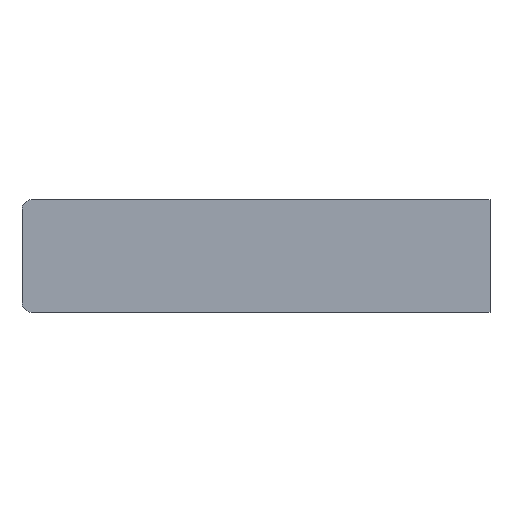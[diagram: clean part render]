
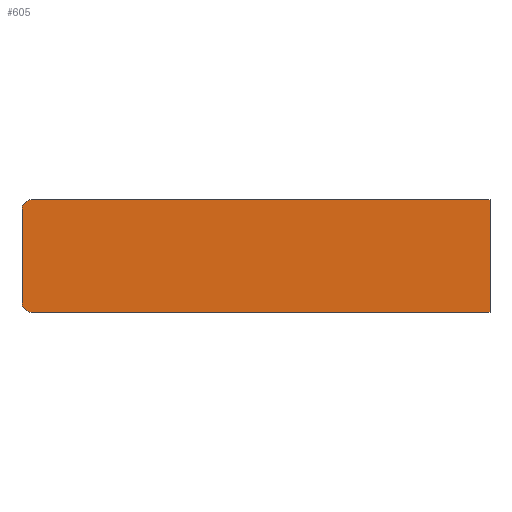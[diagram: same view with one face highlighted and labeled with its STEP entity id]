
A CAD part, left-side view. The second image highlights one B-rep face of the part: STEP entity #605.
In plain terms, the highlighted planar face has unit normal (-1, 0, 0).
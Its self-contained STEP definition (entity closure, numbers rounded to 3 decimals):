
#341 = VERTEX_POINT('',#342);
#342 = CARTESIAN_POINT('',(-22.,-40.,16.5));
#348 = EDGE_CURVE('',#341,#349,#351,.T.);
#349 = VERTEX_POINT('',#350);
#350 = CARTESIAN_POINT('',(-22.,9.,16.5));
#351 = LINE('',#352,#353);
#352 = CARTESIAN_POINT('',(-22.,-40.,16.5));
#353 = VECTOR('',#354,1.);
#354 = DIRECTION('',(0.,1.,0.));
#372 = VERTEX_POINT('',#373);
#373 = CARTESIAN_POINT('',(-22.,10.,15.5));
#379 = EDGE_CURVE('',#349,#372,#380,.T.);
#380 = CIRCLE('',#381,1.);
#381 = AXIS2_PLACEMENT_3D('',#382,#383,#384);
#382 = CARTESIAN_POINT('',(-22.,9.,15.5));
#383 = DIRECTION('',(-1.,0.,0.));
#384 = DIRECTION('',(0.,1.,0.));
#397 = EDGE_CURVE('',#372,#398,#400,.T.);
#398 = VERTEX_POINT('',#399);
#399 = CARTESIAN_POINT('',(-22.,10.,5.5));
#400 = LINE('',#401,#402);
#401 = CARTESIAN_POINT('',(-22.,10.,16.5));
#402 = VECTOR('',#403,1.);
#403 = DIRECTION('',(0.,0.,-1.));
#421 = VERTEX_POINT('',#422);
#422 = CARTESIAN_POINT('',(-22.,9.,4.5));
#428 = EDGE_CURVE('',#398,#421,#429,.T.);
#429 = CIRCLE('',#430,1.);
#430 = AXIS2_PLACEMENT_3D('',#431,#432,#433);
#431 = CARTESIAN_POINT('',(-22.,9.,5.5));
#432 = DIRECTION('',(-1.,0.,0.));
#433 = DIRECTION('',(0.,1.,0.));
#446 = EDGE_CURVE('',#421,#447,#449,.T.);
#447 = VERTEX_POINT('',#448);
#448 = CARTESIAN_POINT('',(-22.,-40.,4.5));
#449 = LINE('',#450,#451);
#450 = CARTESIAN_POINT('',(-22.,10.,4.5));
#451 = VECTOR('',#452,1.);
#452 = DIRECTION('',(0.,-1.,0.));
#485 = EDGE_CURVE('',#447,#341,#486,.T.);
#486 = LINE('',#487,#488);
#487 = CARTESIAN_POINT('',(-22.,-40.,4.5));
#488 = VECTOR('',#489,1.);
#489 = DIRECTION('',(0.,0.,1.));
#605 = ADVANCED_FACE('',(#606),#614,.F.);
#606 = FACE_BOUND('',#607,.F.);
#607 = EDGE_LOOP('',(#608,#609,#610,#611,#612,#613));
#608 = ORIENTED_EDGE('',*,*,#348,.F.);
#609 = ORIENTED_EDGE('',*,*,#485,.F.);
#610 = ORIENTED_EDGE('',*,*,#446,.F.);
#611 = ORIENTED_EDGE('',*,*,#428,.F.);
#612 = ORIENTED_EDGE('',*,*,#397,.F.);
#613 = ORIENTED_EDGE('',*,*,#379,.F.);
#614 = PLANE('',#615);
#615 = AXIS2_PLACEMENT_3D('',#616,#617,#618);
#616 = CARTESIAN_POINT('',(-22.,-15.,10.5));
#617 = DIRECTION('',(1.,0.,0.));
#618 = DIRECTION('',(0.,1.,0.));
